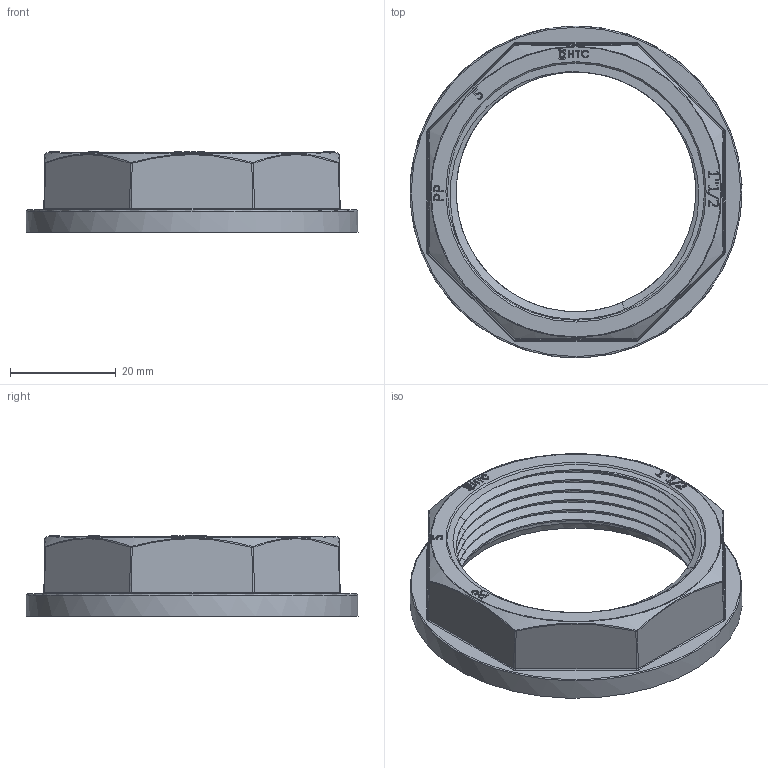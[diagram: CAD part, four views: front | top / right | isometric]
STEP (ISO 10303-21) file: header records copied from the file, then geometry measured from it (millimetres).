
FILE_DESCRIPTION(/* description */ (''),/* implementation_level */ '2;1');
FILE_NAME(/* name */ '11-2螺帽.stp',/* time_stamp */ '2025-09-26T17:05:33+08:00',/* author */ (''),/* organization */ (''),/* preprocessor_version */ 'ST-DEVELOPER v16.7',/* originating_system */ 'SIEMENS PLM Software NX 12.0',/* authorisation */ '');
FILE_SCHEMA (('AUTOMOTIVE_DESIGN { 1 0 10303 214 3 1 1 1 }'));
Length unit declared in the file: millimetre
Products named in the file (1): Admi2DF820695d14
Bounding box: 62.74 x 62.74 x 15.2 mm (x, y, z)
Volume: 14371.1 mm3; surface area: 9111.4 mm2
Topology: 1 solids, 1 shells, 307 faces, 771 edges, 502 vertices
Faces by surface type: plane 152, bspline 64, extrusion 40, cone 36, cylinder 13, torus 2
Full cylindrical faces by diameter (mm): 0.75 x1, 1.16 x1, 48.2 x5
Entity records: 18202 total; most frequent: CARTESIAN_POINT 11632, ORIENTED_EDGE 1498, DIRECTION 1030, EDGE_CURVE 749, VERTEX_POINT 494, VECTOR 394, LINE 354, EDGE_LOOP 349
